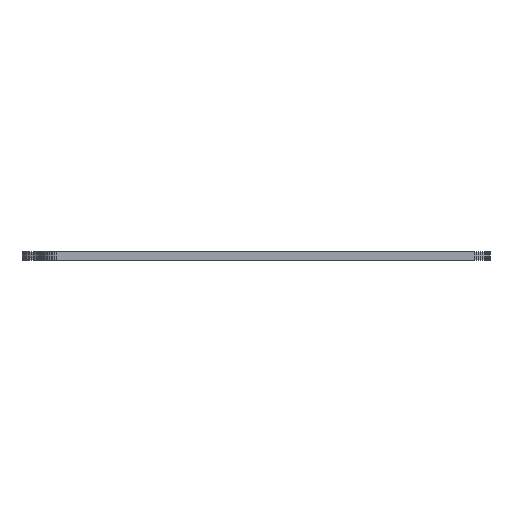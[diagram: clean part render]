
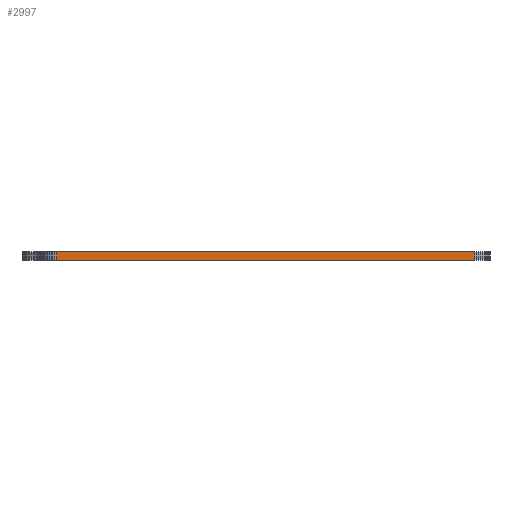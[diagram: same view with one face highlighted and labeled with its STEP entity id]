
A CAD part, front view. The second image highlights one B-rep face of the part: STEP entity #2997.
In plain terms, the highlighted planar face has unit normal (0, -1, 0).
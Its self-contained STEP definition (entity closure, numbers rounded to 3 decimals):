
#273=FACE_OUTER_BOUND('',#428,.T.);
#428=EDGE_LOOP('',(#2559,#2560,#2561,#2562));
#527=LINE('',#4213,#887);
#785=LINE('',#4856,#1145);
#786=LINE('',#4859,#1146);
#787=LINE('',#4860,#1147);
#887=VECTOR('',#3355,10.);
#1145=VECTOR('',#3987,10.);
#1146=VECTOR('',#3990,10.);
#1147=VECTOR('',#3991,10.);
#1247=VERTEX_POINT('',#4210);
#1248=VERTEX_POINT('',#4212);
#1446=VERTEX_POINT('',#4854);
#1447=VERTEX_POINT('',#4858);
#1543=EDGE_CURVE('',#1248,#1247,#527,.T.);
#1865=EDGE_CURVE('',#1247,#1446,#785,.T.);
#1866=EDGE_CURVE('',#1447,#1446,#786,.T.);
#1867=EDGE_CURVE('',#1248,#1447,#787,.T.);
#2559=ORIENTED_EDGE('',*,*,#1543,.T.);
#2560=ORIENTED_EDGE('',*,*,#1865,.T.);
#2561=ORIENTED_EDGE('',*,*,#1866,.F.);
#2562=ORIENTED_EDGE('',*,*,#1867,.F.);
#2851=PLANE('',#3229);
#2997=ADVANCED_FACE('',(#273),#2851,.T.);
#3229=AXIS2_PLACEMENT_3D('',#4857,#3988,#3989);
#3355=DIRECTION('',(-1.,0.,0.));
#3987=DIRECTION('',(0.,0.,-1.));
#3988=DIRECTION('center_axis',(0.,-1.,0.));
#3989=DIRECTION('ref_axis',(-1.,0.,0.));
#3990=DIRECTION('',(-1.,0.,0.));
#3991=DIRECTION('',(0.,0.,-1.));
#4210=CARTESIAN_POINT('',(15.593,-0.7,7.3));
#4212=CARTESIAN_POINT('',(90.007,-0.7,7.3));
#4213=CARTESIAN_POINT('',(90.007,-0.7,7.3));
#4854=CARTESIAN_POINT('',(15.593,-0.7,5.8));
#4856=CARTESIAN_POINT('',(15.593,-0.7,7.3));
#4857=CARTESIAN_POINT('Origin',(90.007,-0.7,7.3));
#4858=CARTESIAN_POINT('',(90.007,-0.7,5.8));
#4859=CARTESIAN_POINT('',(90.007,-0.7,5.8));
#4860=CARTESIAN_POINT('',(90.007,-0.7,7.3));
